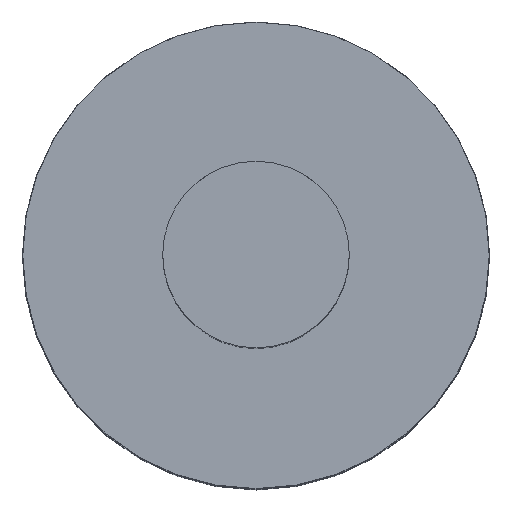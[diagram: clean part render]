
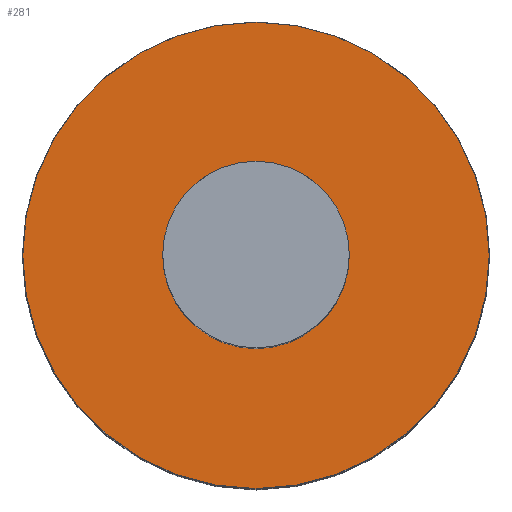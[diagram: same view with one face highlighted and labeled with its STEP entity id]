
A CAD part, top view. The second image highlights one B-rep face of the part: STEP entity #281.
In plain terms, the highlighted planar face has unit normal (0, 0, 1).
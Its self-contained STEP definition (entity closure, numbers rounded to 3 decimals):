
#58=FACE_BOUND('',#418,.T.);
#59=FACE_BOUND('',#419,.T.);
#281=ADVANCED_FACE('',(#58,#59),#330,.T.);
#330=PLANE('',#1018);
#418=EDGE_LOOP('',(#494,#495));
#419=EDGE_LOOP('',(#496,#497));
#494=ORIENTED_EDGE('',*,*,#825,.F.);
#495=ORIENTED_EDGE('',*,*,#828,.F.);
#496=ORIENTED_EDGE('',*,*,#835,.F.);
#497=ORIENTED_EDGE('',*,*,#839,.F.);
#736=VERTEX_POINT('',#1356);
#738=VERTEX_POINT('',#1359);
#744=VERTEX_POINT('',#1379);
#745=VERTEX_POINT('',#1380);
#825=EDGE_CURVE('',#736,#738,#955,.T.);
#828=EDGE_CURVE('',#738,#736,#957,.T.);
#835=EDGE_CURVE('',#744,#745,#962,.T.);
#839=EDGE_CURVE('',#745,#744,#964,.T.);
#955=CIRCLE('',#1003,25.);
#957=CIRCLE('',#1006,25.);
#962=CIRCLE('',#1014,9.75);
#964=CIRCLE('',#1017,9.75);
#1003=AXIS2_PLACEMENT_3D('',#1358,#1096,#1097);
#1006=AXIS2_PLACEMENT_3D('',#1364,#1103,#1104);
#1014=AXIS2_PLACEMENT_3D('',#1378,#1121,#1122);
#1017=AXIS2_PLACEMENT_3D('',#1387,#1129,#1130);
#1018=AXIS2_PLACEMENT_3D('',#1388,#1131,#1132);
#1096=DIRECTION('',(0.,0.,-1.));
#1097=DIRECTION('',(1.,0.,0.));
#1103=DIRECTION('',(0.,0.,-1.));
#1104=DIRECTION('',(1.,0.,0.));
#1121=DIRECTION('',(0.,0.,1.));
#1122=DIRECTION('',(-1.,0.,0.));
#1129=DIRECTION('',(0.,0.,1.));
#1130=DIRECTION('',(-1.,0.,0.));
#1131=DIRECTION('',(0.,0.,1.));
#1132=DIRECTION('',(1.,0.,0.));
#1356=CARTESIAN_POINT('',(-25.,0.,0.));
#1358=CARTESIAN_POINT('',(0.,0.,0.));
#1359=CARTESIAN_POINT('',(25.,0.,0.));
#1364=CARTESIAN_POINT('',(0.,0.,0.));
#1378=CARTESIAN_POINT('',(0.,0.,0.));
#1379=CARTESIAN_POINT('',(-9.75,0.,0.));
#1380=CARTESIAN_POINT('',(9.75,0.,0.));
#1387=CARTESIAN_POINT('',(0.,0.,0.));
#1388=CARTESIAN_POINT('',(0.,0.,0.));
